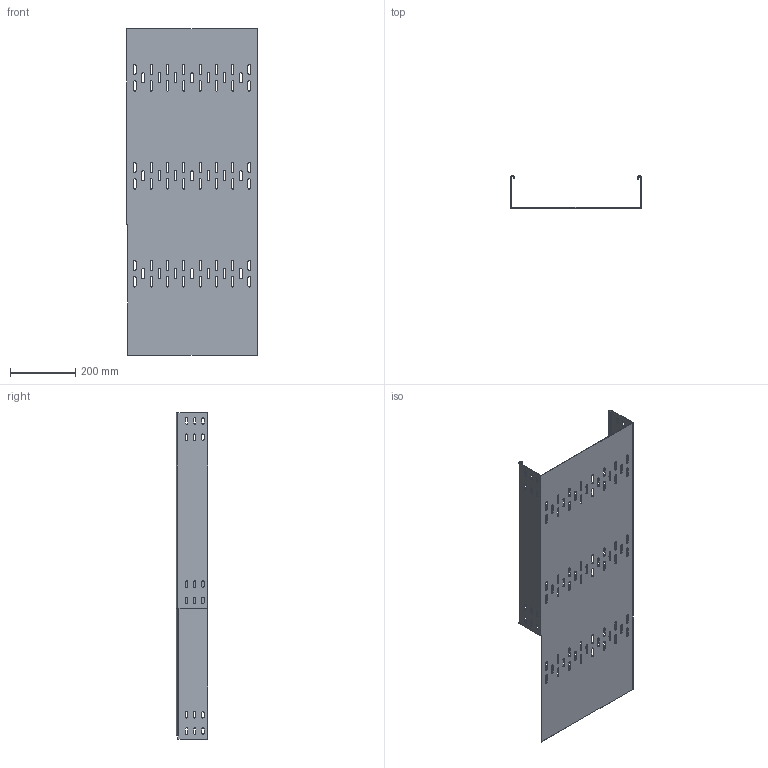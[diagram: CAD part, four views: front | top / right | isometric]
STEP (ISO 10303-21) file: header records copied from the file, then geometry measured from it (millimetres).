
FILE_DESCRIPTION (( 'STEP AP203' ), '1' );
FILE_NAME ('6061924.STEP', '2019-11-07T14:27:02', ( '' ), ( '' ), 'SwSTEP 2.0', 'SolidWorks 2018', '' );
FILE_SCHEMA (( 'CONFIG_CONTROL_DESIGN' ));
Length unit declared in the file: millimetre
Products named in the file (1): 6061924
Bounding box: 400 x 98 x 1000 mm (x, y, z)
Volume: 1109015.2 mm3; surface area: 1127723.2 mm2
Topology: 1 solids, 1 shells, 489 faces, 1445 edges, 958 vertices
Faces by surface type: cylinder 271, plane 218
Entity records: 16942 total; most frequent: DIRECTION 2967, CARTESIAN_POINT 2893, ORIENTED_EDGE 2890, EDGE_CURVE 1445, AXIS2_PLACEMENT_3D 1032, VERTEX_POINT 958, LINE 903, VECTOR 903
